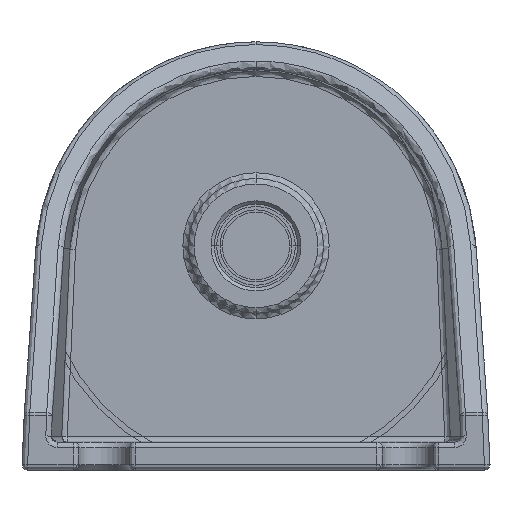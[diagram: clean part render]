
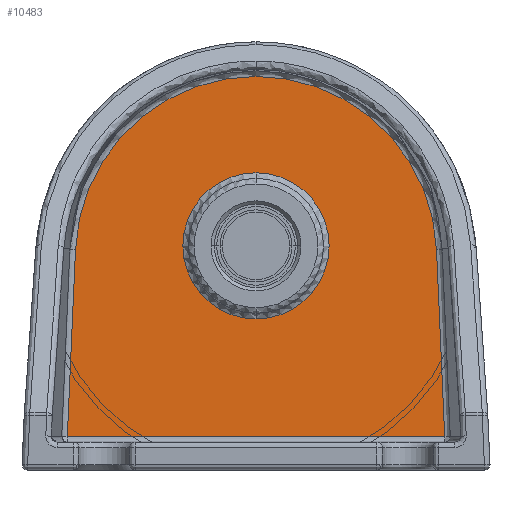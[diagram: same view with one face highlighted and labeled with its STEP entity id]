
A CAD part, left-side view. The second image highlights one B-rep face of the part: STEP entity #10483.
In plain terms, the highlighted planar face has unit normal (-1, 0, 0).
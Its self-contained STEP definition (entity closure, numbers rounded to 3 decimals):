
#5858=CARTESIAN_POINT('',(22.5,0.,26.437));
#5859=VERTEX_POINT('',#5858);
#5877=CARTESIAN_POINT('',(22.5,0.,13.437));
#5878=VERTEX_POINT('',#5877);
#5886=CARTESIAN_POINT('',(22.5,0.,19.937));
#5887=DIRECTION('',(1.,0.0,0.0));
#5888=DIRECTION('',(0.0,-0.76,-0.65));
#5889=AXIS2_PLACEMENT_3D('',#5886,#5887,#5888);
#5890=CIRCLE('',#5889,6.5);
#5891=EDGE_CURVE('',#5859,#5878,#5890,.T.);
#7254=CARTESIAN_POINT('',(22.5,16.773,3.));
#7255=VERTEX_POINT('',#7254);
#7319=CARTESIAN_POINT('',(22.5,16.047,19.638));
#7320=VERTEX_POINT('',#7319);
#7321=CARTESIAN_POINT('',(22.5,16.047,19.638));
#7322=DIRECTION('',(0.,0.044,-0.999));
#7323=VECTOR('',#7322,16.654);
#7324=LINE('',#7321,#7323);
#7325=EDGE_CURVE('',#7320,#7255,#7324,.T.);
#8839=CARTESIAN_POINT('',(22.5,-16.773,3.));
#8840=VERTEX_POINT('',#8839);
#8848=CARTESIAN_POINT('',(22.5,-16.773,3.));
#8849=DIRECTION('',(0.0,1.0,0.0));
#8850=VECTOR('',#8849,33.547);
#8851=LINE('',#8848,#8850);
#8852=EDGE_CURVE('',#8840,#7255,#8851,.T.);
#10436=CARTESIAN_POINT('',(22.5,0.,19.937));
#10437=DIRECTION('',(1.,0.0,0.0));
#10438=DIRECTION('',(0.0,-0.76,-0.65));
#10439=AXIS2_PLACEMENT_3D('',#10436,#10437,#10438);
#10440=CIRCLE('',#10439,6.5);
#10441=EDGE_CURVE('',#5878,#5859,#10440,.T.);
#10455=CARTESIAN_POINT('',(22.5,-18.451,36.6));
#10456=DIRECTION('',(1.0,0.0,0.0));
#10457=DIRECTION('',(0.0,0.0,-1.0));
#10458=AXIS2_PLACEMENT_3D('',#10455,#10456,#10457);
#10459=PLANE('',#10458);
#10460=CARTESIAN_POINT('',(22.5,-16.047,19.638));
#10461=VERTEX_POINT('',#10460);
#10462=CARTESIAN_POINT('',(22.5,0.0,18.938));
#10463=DIRECTION('',(-1.0,0.0,0.0));
#10464=DIRECTION('',(0.0,0.0,1.0));
#10465=AXIS2_PLACEMENT_3D('',#10462,#10463,#10464);
#10466=CIRCLE('',#10465,16.062);
#10467=EDGE_CURVE('',#10461,#7320,#10466,.T.);
#10468=ORIENTED_EDGE('',*,*,#10467,.T.);
#10469=ORIENTED_EDGE('',*,*,#7325,.T.);
#10470=ORIENTED_EDGE('',*,*,#8852,.F.);
#10471=CARTESIAN_POINT('',(22.5,-16.047,19.638));
#10472=DIRECTION('',(0.,-0.044,-0.999));
#10473=VECTOR('',#10472,16.654);
#10474=LINE('',#10471,#10473);
#10475=EDGE_CURVE('',#10461,#8840,#10474,.T.);
#10476=ORIENTED_EDGE('',*,*,#10475,.F.);
#10477=EDGE_LOOP('',(#10468,#10469,#10470,#10476));
#10478=FACE_OUTER_BOUND('',#10477,.T.);
#10479=ORIENTED_EDGE('',*,*,#5891,.T.);
#10480=ORIENTED_EDGE('',*,*,#10441,.T.);
#10481=EDGE_LOOP('',(#10479,#10480));
#10482=FACE_BOUND('',#10481,.T.);
#10483=ADVANCED_FACE('',(#10478,#10482),#10459,.F.);
